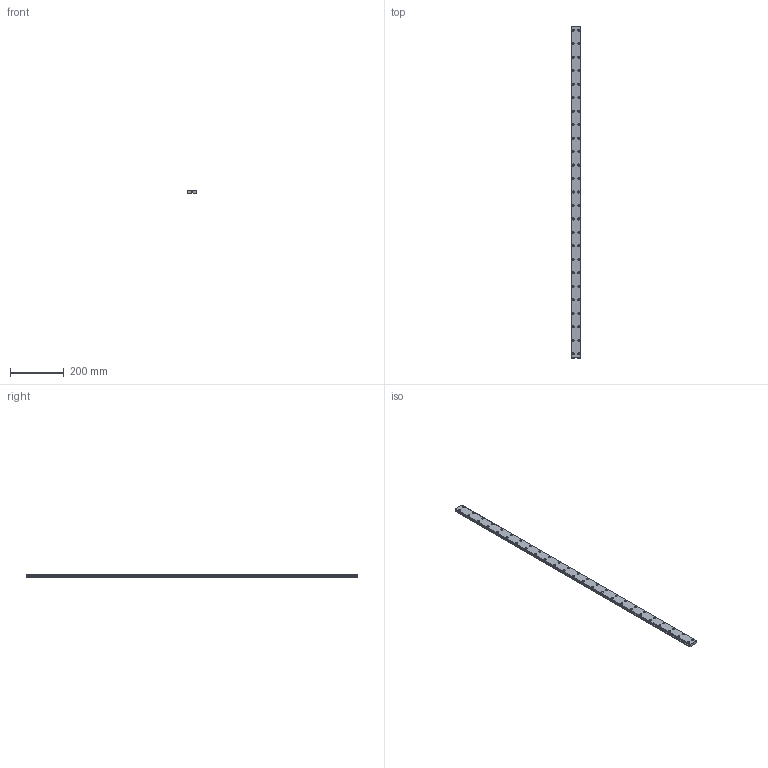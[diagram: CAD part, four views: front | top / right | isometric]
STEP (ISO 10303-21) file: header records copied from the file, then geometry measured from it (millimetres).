
FILE_DESCRIPTION(('STEP AP214'),'1');
FILE_NAME('cctmp_026096B9-42EE-4AE2-8D2C-0477B3CFD0FD_2021_03_03_10_55_33_0244..stp','2021-03-03T09:55:33',('HIWIN GmbH'),('CADClick - www.CADClick.com'),'Spatial InterOp 3D',' ','unknown authorization');
FILE_SCHEMA(('AUTOMOTIVE_DESIGN'));
Length unit declared in the file: millimetre
Products named in the file (1): WER21R1230H_FILE
Bounding box: 37 x 1230 x 11 mm (x, y, z)
Volume: 455574.1 mm3; surface area: 133736.6 mm2
Topology: 1 solids, 1 shells, 553 faces, 1191 edges, 794 vertices
Faces by surface type: cylinder 318, plane 235
Entity records: 19749 total; most frequent: DIRECTION 2935, CARTESIAN_POINT 2539, ORIENTED_EDGE 2382, EDGE_CURVE 1191, AXIS2_PLACEMENT_3D 1190, VERTEX_POINT 794, EDGE_LOOP 707, CIRCLE 636
